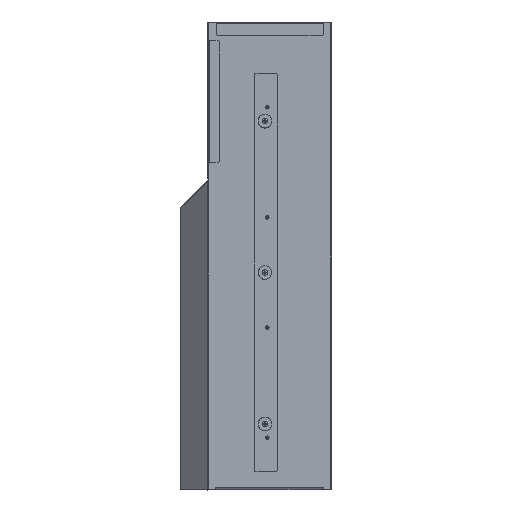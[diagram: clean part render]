
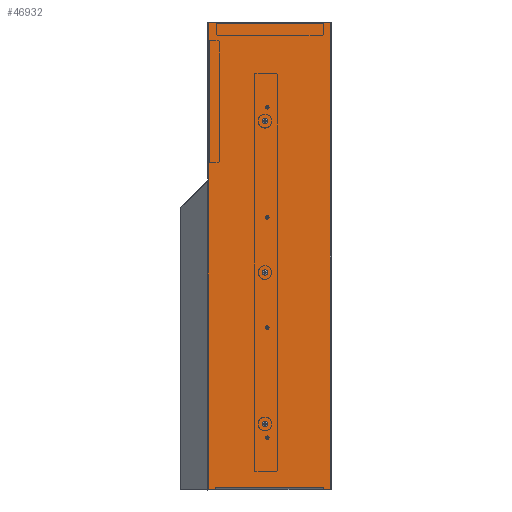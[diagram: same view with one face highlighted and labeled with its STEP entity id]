
A CAD part, left-side view. The second image highlights one B-rep face of the part: STEP entity #46932.
In plain terms, the highlighted planar face has unit normal (-1, 0, 0).
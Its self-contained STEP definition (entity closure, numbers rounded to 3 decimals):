
#35868=DIRECTION('',(0.,0.5,-0.866));
#35869=VECTOR('',#35868,2.54);
#35870=CARTESIAN_POINT('',(-165.,-10.828,-498.8));
#35871=LINE('',#35870,#35869);
#35872=CARTESIAN_POINT('',(-165.,-2.,176.));
#35873=DIRECTION('',(1.,0.,0.));
#35874=DIRECTION('',(0.,1.,0.));
#35875=AXIS2_PLACEMENT_3D('',#35872,#35873,#35874);
#35877=DIRECTION('',(0.,0.5,0.866));
#35878=VECTOR('',#35877,2.54);
#35879=CARTESIAN_POINT('',(-165.,-169.27,-501.));
#35880=LINE('',#35879,#35878);
#35881=CARTESIAN_POINT('',(-165.,-86.5,-426.));
#35882=DIRECTION('',(-1.,0.,0.));
#35883=DIRECTION('',(0.,1.,0.));
#35884=AXIS2_PLACEMENT_3D('',#35881,#35882,#35883);
#35886=CARTESIAN_POINT('',(-165.,-86.5,-426.));
#35887=DIRECTION('',(-1.,0.,0.));
#35888=DIRECTION('',(0.,-1.,0.));
#35889=AXIS2_PLACEMENT_3D('',#35886,#35887,#35888);
#35891=CARTESIAN_POINT('',(-165.,-86.5,-266.));
#35892=DIRECTION('',(-1.,0.,0.));
#35893=DIRECTION('',(0.,1.,0.));
#35894=AXIS2_PLACEMENT_3D('',#35891,#35892,#35893);
#35896=CARTESIAN_POINT('',(-165.,-86.5,-266.));
#35897=DIRECTION('',(-1.,0.,0.));
#35898=DIRECTION('',(0.,-1.,0.));
#35899=AXIS2_PLACEMENT_3D('',#35896,#35897,#35898);
#35901=CARTESIAN_POINT('',(-165.,-86.5,-106.));
#35902=DIRECTION('',(-1.,0.,0.));
#35903=DIRECTION('',(0.,1.,0.));
#35904=AXIS2_PLACEMENT_3D('',#35901,#35902,#35903);
#35906=CARTESIAN_POINT('',(-165.,-86.5,-106.));
#35907=DIRECTION('',(-1.,0.,0.));
#35908=DIRECTION('',(0.,-1.,0.));
#35909=AXIS2_PLACEMENT_3D('',#35906,#35907,#35908);
#35911=CARTESIAN_POINT('',(-165.,-86.5,54.));
#35912=DIRECTION('',(-1.,0.,0.));
#35913=DIRECTION('',(0.,1.,0.));
#35914=AXIS2_PLACEMENT_3D('',#35911,#35912,#35913);
#35916=CARTESIAN_POINT('',(-165.,-86.5,54.));
#35917=DIRECTION('',(-1.,0.,0.));
#35918=DIRECTION('',(0.,-1.,0.));
#35919=AXIS2_PLACEMENT_3D('',#35916,#35917,#35918);
#35921=CARTESIAN_POINT('',(-165.,-83.,-406.));
#35922=DIRECTION('',(-1.,0.,0.));
#35923=DIRECTION('',(0.,-1.,0.));
#35924=AXIS2_PLACEMENT_3D('',#35921,#35922,#35923);
#35926=CARTESIAN_POINT('',(-165.,-83.,-406.));
#35927=DIRECTION('',(-1.,0.,0.));
#35928=DIRECTION('',(0.,1.,0.));
#35929=AXIS2_PLACEMENT_3D('',#35926,#35927,#35928);
#35931=CARTESIAN_POINT('',(-165.,-83.,-186.));
#35932=DIRECTION('',(-1.,0.,0.));
#35933=DIRECTION('',(0.,-1.,0.));
#35934=AXIS2_PLACEMENT_3D('',#35931,#35932,#35933);
#35936=CARTESIAN_POINT('',(-165.,-83.,-186.));
#35937=DIRECTION('',(-1.,0.,0.));
#35938=DIRECTION('',(0.,1.,0.));
#35939=AXIS2_PLACEMENT_3D('',#35936,#35937,#35938);
#35941=CARTESIAN_POINT('',(-165.,-83.,34.));
#35942=DIRECTION('',(-1.,0.,0.));
#35943=DIRECTION('',(0.,-1.,0.));
#35944=AXIS2_PLACEMENT_3D('',#35941,#35942,#35943);
#35946=CARTESIAN_POINT('',(-165.,-83.,34.));
#35947=DIRECTION('',(-1.,0.,0.));
#35948=DIRECTION('',(0.,1.,0.));
#35949=AXIS2_PLACEMENT_3D('',#35946,#35947,#35948);
#35951=DIRECTION('',(0.,-1.,0.));
#35952=VECTOR('',#35951,157.172);
#35953=CARTESIAN_POINT('',(-165.,-10.828,-498.8));
#35954=LINE('',#35953,#35952);
#35981=DIRECTION('',(0.,-1.,0.));
#35982=VECTOR('',#35981,8.73);
#35983=CARTESIAN_POINT('',(-165.,-169.27,-501.));
#35984=LINE('',#35983,#35982);
#36018=DIRECTION('',(0.,0.,1.));
#36019=VECTOR('',#36018,678.);
#36020=CARTESIAN_POINT('',(-165.,-178.,-501.));
#36021=LINE('',#36020,#36019);
#36109=DIRECTION('',(0.,1.,0.));
#36110=VECTOR('',#36109,176.);
#36111=CARTESIAN_POINT('',(-165.,-178.,177.));
#36112=LINE('',#36111,#36110);
#36121=DIRECTION('',(0.,0.,-1.));
#36122=VECTOR('',#36121,228.83);
#36123=CARTESIAN_POINT('',(-165.,-1.,176.));
#36124=LINE('',#36123,#36122);
#36129=DIRECTION('',(0.,1.,0.));
#36130=VECTOR('',#36129,0.172);
#36131=CARTESIAN_POINT('',(-165.,-1.,-52.83));
#36132=LINE('',#36131,#36130);
#36141=DIRECTION('',(0.,0.,-1.));
#36142=VECTOR('',#36141,448.17);
#36143=CARTESIAN_POINT('',(-165.,-0.828,-52.83));
#36144=LINE('',#36143,#36142);
#36178=DIRECTION('',(0.,-1.,0.));
#36179=VECTOR('',#36178,8.73);
#36180=CARTESIAN_POINT('',(-165.,-0.828,-501.));
#36181=LINE('',#36180,#36179);
#43400=CARTESIAN_POINT('',(-165.,-10.828,-498.8));
#43401=VERTEX_POINT('',#43400);
#43404=CARTESIAN_POINT('',(-165.,-9.558,-501.));
#43405=VERTEX_POINT('',#43404);
#43406=CARTESIAN_POINT('',(-165.,-168.,-498.8));
#43407=VERTEX_POINT('',#43406);
#43408=CARTESIAN_POINT('',(-165.,-0.828,-501.));
#43409=VERTEX_POINT('',#43408);
#43410=CARTESIAN_POINT('',(-165.,-0.828,-52.83));
#43411=VERTEX_POINT('',#43410);
#43412=CARTESIAN_POINT('',(-165.,-1.,-52.83));
#43413=VERTEX_POINT('',#43412);
#43414=CARTESIAN_POINT('',(-165.,-1.,176.));
#43415=VERTEX_POINT('',#43414);
#43416=CARTESIAN_POINT('',(-165.,-2.,177.));
#43417=VERTEX_POINT('',#43416);
#43418=CARTESIAN_POINT('',(-165.,-178.,177.));
#43419=VERTEX_POINT('',#43418);
#43420=CARTESIAN_POINT('',(-165.,-178.,-501.));
#43421=VERTEX_POINT('',#43420);
#43422=CARTESIAN_POINT('',(-165.,-169.27,-501.));
#43423=VERTEX_POINT('',#43422);
#43424=CARTESIAN_POINT('',(-165.,-84.317,-426.));
#43425=CARTESIAN_POINT('',(-165.,-88.683,-426.));
#43426=VERTEX_POINT('',#43424);
#43427=VERTEX_POINT('',#43425);
#43428=CARTESIAN_POINT('',(-165.,-84.317,-266.));
#43429=CARTESIAN_POINT('',(-165.,-88.683,-266.));
#43430=VERTEX_POINT('',#43428);
#43431=VERTEX_POINT('',#43429);
#43432=CARTESIAN_POINT('',(-165.,-84.317,-106.));
#43433=CARTESIAN_POINT('',(-165.,-88.683,-106.));
#43434=VERTEX_POINT('',#43432);
#43435=VERTEX_POINT('',#43433);
#43436=CARTESIAN_POINT('',(-165.,-84.317,54.));
#43437=CARTESIAN_POINT('',(-165.,-88.683,54.));
#43438=VERTEX_POINT('',#43436);
#43439=VERTEX_POINT('',#43437);
#43440=CARTESIAN_POINT('',(-165.,-85.75,-406.));
#43441=CARTESIAN_POINT('',(-165.,-80.25,-406.));
#43442=VERTEX_POINT('',#43440);
#43443=VERTEX_POINT('',#43441);
#43444=CARTESIAN_POINT('',(-165.,-85.75,-186.));
#43445=CARTESIAN_POINT('',(-165.,-80.25,-186.));
#43446=VERTEX_POINT('',#43444);
#43447=VERTEX_POINT('',#43445);
#43448=CARTESIAN_POINT('',(-165.,-85.75,34.));
#43449=CARTESIAN_POINT('',(-165.,-80.25,34.));
#43450=VERTEX_POINT('',#43448);
#43451=VERTEX_POINT('',#43449);
#46862=CARTESIAN_POINT('',(-165.,0.,-159.078));
#46863=DIRECTION('',(1.,0.,0.));
#46864=DIRECTION('',(0.,0.,-1.));
#46865=AXIS2_PLACEMENT_3D('',#46862,#46863,#46864);
#46866=PLANE('',#46865);
#46868=ORIENTED_EDGE('',*,*,#46867,.F.);
#46869=ORIENTED_EDGE('',*,*,#46853,.T.);
#46871=ORIENTED_EDGE('',*,*,#46870,.F.);
#46873=ORIENTED_EDGE('',*,*,#46872,.F.);
#46875=ORIENTED_EDGE('',*,*,#46874,.F.);
#46877=ORIENTED_EDGE('',*,*,#46876,.F.);
#46879=ORIENTED_EDGE('',*,*,#46878,.T.);
#46881=ORIENTED_EDGE('',*,*,#46880,.F.);
#46883=ORIENTED_EDGE('',*,*,#46882,.F.);
#46885=ORIENTED_EDGE('',*,*,#46884,.F.);
#46887=ORIENTED_EDGE('',*,*,#46886,.T.);
#46888=EDGE_LOOP('',(#46868,#46869,#46871,#46873,#46875,#46877,#46879,#46881,
#46883,#46885,#46887));
#46889=FACE_OUTER_BOUND('',#46888,.F.);
#46891=ORIENTED_EDGE('',*,*,#46890,.T.);
#46893=ORIENTED_EDGE('',*,*,#46892,.T.);
#46894=EDGE_LOOP('',(#46891,#46893));
#46895=FACE_BOUND('',#46894,.F.);
#46897=ORIENTED_EDGE('',*,*,#46896,.T.);
#46899=ORIENTED_EDGE('',*,*,#46898,.T.);
#46900=EDGE_LOOP('',(#46897,#46899));
#46901=FACE_BOUND('',#46900,.F.);
#46903=ORIENTED_EDGE('',*,*,#46902,.T.);
#46905=ORIENTED_EDGE('',*,*,#46904,.T.);
#46906=EDGE_LOOP('',(#46903,#46905));
#46907=FACE_BOUND('',#46906,.F.);
#46909=ORIENTED_EDGE('',*,*,#46908,.T.);
#46911=ORIENTED_EDGE('',*,*,#46910,.T.);
#46912=EDGE_LOOP('',(#46909,#46911));
#46913=FACE_BOUND('',#46912,.F.);
#46915=ORIENTED_EDGE('',*,*,#46914,.T.);
#46917=ORIENTED_EDGE('',*,*,#46916,.T.);
#46918=EDGE_LOOP('',(#46915,#46917));
#46919=FACE_BOUND('',#46918,.F.);
#46921=ORIENTED_EDGE('',*,*,#46920,.T.);
#46923=ORIENTED_EDGE('',*,*,#46922,.T.);
#46924=EDGE_LOOP('',(#46921,#46923));
#46925=FACE_BOUND('',#46924,.F.);
#46927=ORIENTED_EDGE('',*,*,#46926,.T.);
#46929=ORIENTED_EDGE('',*,*,#46928,.T.);
#46930=EDGE_LOOP('',(#46927,#46929));
#46931=FACE_BOUND('',#46930,.F.);
#46932=ADVANCED_FACE('',(#46889,#46895,#46901,#46907,#46913,#46919,#46925,
#46931),#46866,.F.);
#35876=CIRCLE('',#35875,1.);
#35885=CIRCLE('',#35884,2.183);
#35890=CIRCLE('',#35889,2.183);
#35895=CIRCLE('',#35894,2.183);
#35900=CIRCLE('',#35899,2.183);
#35905=CIRCLE('',#35904,2.183);
#35910=CIRCLE('',#35909,2.183);
#35915=CIRCLE('',#35914,2.183);
#35920=CIRCLE('',#35919,2.183);
#35925=CIRCLE('',#35924,2.75);
#35930=CIRCLE('',#35929,2.75);
#35935=CIRCLE('',#35934,2.75);
#35940=CIRCLE('',#35939,2.75);
#35945=CIRCLE('',#35944,2.75);
#35950=CIRCLE('',#35949,2.75);
#46853=EDGE_CURVE('',#43401,#43405,#35871,.T.);
#46867=EDGE_CURVE('',#43401,#43407,#35954,.T.);
#46870=EDGE_CURVE('',#43409,#43405,#36181,.T.);
#46872=EDGE_CURVE('',#43411,#43409,#36144,.T.);
#46874=EDGE_CURVE('',#43413,#43411,#36132,.T.);
#46876=EDGE_CURVE('',#43415,#43413,#36124,.T.);
#46878=EDGE_CURVE('',#43415,#43417,#35876,.T.);
#46880=EDGE_CURVE('',#43419,#43417,#36112,.T.);
#46882=EDGE_CURVE('',#43421,#43419,#36021,.T.);
#46884=EDGE_CURVE('',#43423,#43421,#35984,.T.);
#46886=EDGE_CURVE('',#43423,#43407,#35880,.T.);
#46890=EDGE_CURVE('',#43426,#43427,#35885,.T.);
#46892=EDGE_CURVE('',#43427,#43426,#35890,.T.);
#46896=EDGE_CURVE('',#43430,#43431,#35895,.T.);
#46898=EDGE_CURVE('',#43431,#43430,#35900,.T.);
#46902=EDGE_CURVE('',#43434,#43435,#35905,.T.);
#46904=EDGE_CURVE('',#43435,#43434,#35910,.T.);
#46908=EDGE_CURVE('',#43438,#43439,#35915,.T.);
#46910=EDGE_CURVE('',#43439,#43438,#35920,.T.);
#46914=EDGE_CURVE('',#43442,#43443,#35925,.T.);
#46916=EDGE_CURVE('',#43443,#43442,#35930,.T.);
#46920=EDGE_CURVE('',#43446,#43447,#35935,.T.);
#46922=EDGE_CURVE('',#43447,#43446,#35940,.T.);
#46926=EDGE_CURVE('',#43450,#43451,#35945,.T.);
#46928=EDGE_CURVE('',#43451,#43450,#35950,.T.);
